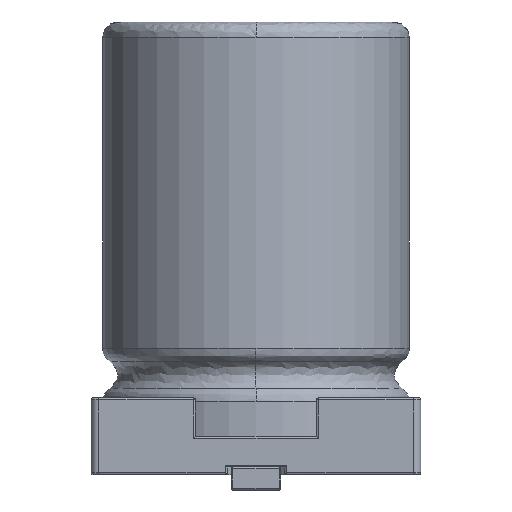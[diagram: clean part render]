
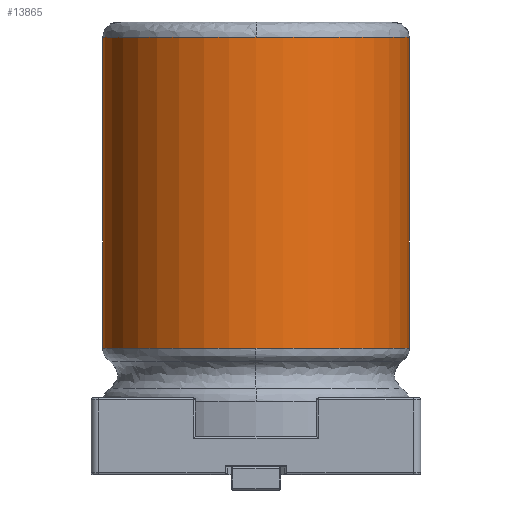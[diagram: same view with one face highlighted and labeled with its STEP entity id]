
A CAD part, left-side view. The second image highlights one B-rep face of the part: STEP entity #13865.
In plain terms, the highlighted cylindrical face has radius 2 mm (diameter 4 mm), a partial arc.
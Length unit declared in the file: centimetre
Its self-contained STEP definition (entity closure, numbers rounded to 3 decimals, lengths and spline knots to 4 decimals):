
#257 = CARTESIAN_POINT ( 'NONE',  ( 0., -0.2, 0.07 ) ) ;
#548 = CIRCLE ( 'NONE', #12817, 0.2 ) ;
#696 = EDGE_CURVE ( 'NONE', #10662, #1928, #8203, .T. ) ;
#765 = ORIENTED_EDGE ( 'NONE', *, *, #4229, .F. ) ;
#807 = AXIS2_PLACEMENT_3D ( 'NONE', #2754, #10987, #3877 ) ;
#1011 = FACE_OUTER_BOUND ( 'NONE', #7355, .T. ) ;
#1591 = CARTESIAN_POINT ( 'NONE',  ( -0.2, 0., 0.59 ) ) ;
#1785 = VERTEX_POINT ( 'NONE', #1591 ) ;
#1794 = DIRECTION ( 'NONE',  ( 0., 0., 1. ) ) ;
#1928 = VERTEX_POINT ( 'NONE', #13319 ) ;
#2141 = VECTOR ( 'NONE', #7948, 100. ) ;
#2685 = DIRECTION ( 'NONE',  ( 0., 0., -1. ) ) ;
#2716 = ORIENTED_EDGE ( 'NONE', *, *, #12114, .T. ) ;
#2754 = CARTESIAN_POINT ( 'NONE',  ( 0., 0., 0.07 ) ) ;
#2767 = CARTESIAN_POINT ( 'NONE',  ( 0., -0.2, 0.59 ) ) ;
#3874 = CARTESIAN_POINT ( 'NONE',  ( 0., 0., 0.1846 ) ) ;
#3877 = DIRECTION ( 'NONE',  ( 0., -1., 0. ) ) ;
#4229 = EDGE_CURVE ( 'NONE', #6170, #11373, #13143, .T. ) ;
#4739 = CARTESIAN_POINT ( 'NONE',  ( 0., 0.2, 0.59 ) ) ;
#4960 = DIRECTION ( 'NONE',  ( 0., -1., 0. ) ) ;
#5016 = CARTESIAN_POINT ( 'NONE',  ( -0.2, 0., 0.1846 ) ) ;
#5226 = DIRECTION ( 'NONE',  ( 0., -1., 0. ) ) ;
#5382 = ORIENTED_EDGE ( 'NONE', *, *, #7672, .T. ) ;
#5578 = CARTESIAN_POINT ( 'NONE',  ( 0., 0.2, 0.07 ) ) ;
#5587 = CIRCLE ( 'NONE', #10403, 0.2 ) ;
#6170 = VERTEX_POINT ( 'NONE', #14650 ) ;
#6427 = CARTESIAN_POINT ( 'NONE',  ( 0., 0., 0.59 ) ) ;
#7238 = DIRECTION ( 'NONE',  ( 0., 0., 1. ) ) ;
#7355 = EDGE_LOOP ( 'NONE', ( #765, #2716, #9262, #12235, #8721, #5382 ) ) ;
#7672 = EDGE_CURVE ( 'NONE', #1785, #11373, #5587, .T. ) ;
#7946 = CIRCLE ( 'NONE', #12141, 0.2 ) ;
#7948 = DIRECTION ( 'NONE',  ( 0., 0., 1. ) ) ;
#7983 = AXIS2_PLACEMENT_3D ( 'NONE', #3874, #8477, #4960 ) ;
#8203 = CIRCLE ( 'NONE', #7983, 0.2 ) ;
#8477 = DIRECTION ( 'NONE',  ( 0., 0., 1. ) ) ;
#8721 = ORIENTED_EDGE ( 'NONE', *, *, #10332, .T. ) ;
#8777 = DIRECTION ( 'NONE',  ( 0., -1., 0. ) ) ;
#8841 = CYLINDRICAL_SURFACE ( 'NONE', #807, 0.2 ) ;
#9262 = ORIENTED_EDGE ( 'NONE', *, *, #696, .T. ) ;
#9716 = DIRECTION ( 'NONE',  ( 0., -1., 0. ) ) ;
#9967 = CARTESIAN_POINT ( 'NONE',  ( 0., 0., 0.1846 ) ) ;
#10332 = EDGE_CURVE ( 'NONE', #10528, #1785, #7946, .T. ) ;
#10403 = AXIS2_PLACEMENT_3D ( 'NONE', #6427, #13475, #5226 ) ;
#10528 = VERTEX_POINT ( 'NONE', #2767 ) ;
#10662 = VERTEX_POINT ( 'NONE', #5016 ) ;
#10786 = VECTOR ( 'NONE', #7238, 100. ) ;
#10909 = CARTESIAN_POINT ( 'NONE',  ( 0., 0., 0.59 ) ) ;
#10987 = DIRECTION ( 'NONE',  ( 0., 0., 1. ) ) ;
#11373 = VERTEX_POINT ( 'NONE', #4739 ) ;
#12114 = EDGE_CURVE ( 'NONE', #6170, #10662, #548, .T. ) ;
#12141 = AXIS2_PLACEMENT_3D ( 'NONE', #10909, #2685, #9716 ) ;
#12235 = ORIENTED_EDGE ( 'NONE', *, *, #12792, .T. ) ;
#12792 = EDGE_CURVE ( 'NONE', #1928, #10528, #13903, .T. ) ;
#12817 = AXIS2_PLACEMENT_3D ( 'NONE', #9967, #1794, #8777 ) ;
#13143 = LINE ( 'NONE', #5578, #2141 ) ;
#13319 = CARTESIAN_POINT ( 'NONE',  ( 0., -0.2, 0.1846 ) ) ;
#13475 = DIRECTION ( 'NONE',  ( 0., 0., -1. ) ) ;
#13865 = ADVANCED_FACE ( 'NONE', ( #1011 ), #8841, .T. ) ;
#13903 = LINE ( 'NONE', #257, #10786 ) ;
#14650 = CARTESIAN_POINT ( 'NONE',  ( 0., 0.2, 0.1846 ) ) ;
